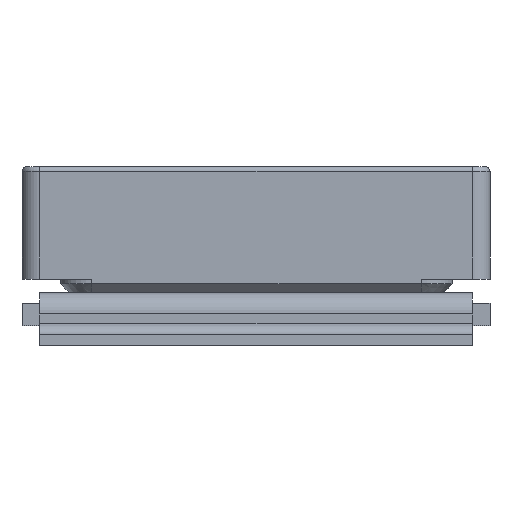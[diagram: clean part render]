
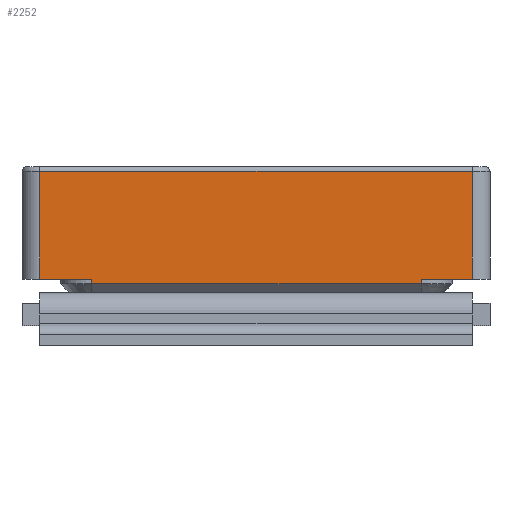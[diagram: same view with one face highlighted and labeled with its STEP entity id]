
A CAD part, front view. The second image highlights one B-rep face of the part: STEP entity #2252.
In plain terms, the highlighted planar face has unit normal (0, -1, 0).
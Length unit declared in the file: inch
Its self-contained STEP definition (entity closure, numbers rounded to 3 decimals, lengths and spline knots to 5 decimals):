
#181 = CARTESIAN_POINT ( 'NONE',  ( -0.2425, -0.345, 0.121 ) ) ;
#328 = VERTEX_POINT ( 'NONE', #4061 ) ;
#371 = PLANE ( 'NONE',  #6930 ) ;
#436 = DIRECTION ( 'NONE',  ( 0., 0., 1. ) ) ;
#607 = VERTEX_POINT ( 'NONE', #8112 ) ;
#770 = EDGE_CURVE ( 'NONE', #8600, #2510, #6679, .T. ) ;
#800 = VECTOR ( 'NONE', #436, 39.37008 ) ;
#1014 = LINE ( 'NONE', #1786, #800 ) ;
#1460 = CARTESIAN_POINT ( 'NONE',  ( 0.2425, -0.345, 0.121 ) ) ;
#1523 = EDGE_CURVE ( 'NONE', #2510, #607, #1594, .T. ) ;
#1588 = DIRECTION ( 'NONE',  ( 1., 0., 0. ) ) ;
#1594 = LINE ( 'NONE', #5329, #4874 ) ;
#1779 = LINE ( 'NONE', #4657, #7253 ) ;
#1786 = CARTESIAN_POINT ( 'NONE',  ( -0.1845, -0.345, -0.015 ) ) ;
#1980 = VECTOR ( 'NONE', #6509, 39.37008 ) ;
#2252 = ADVANCED_FACE ( 'NONE', ( #5827 ), #371, .F. ) ;
#2394 = CARTESIAN_POINT ( 'NONE',  ( 0.1855, -0.345, -0.005 ) ) ;
#2445 = VERTEX_POINT ( 'NONE', #1460 ) ;
#2510 = VERTEX_POINT ( 'NONE', #2394 ) ;
#2519 = EDGE_CURVE ( 'NONE', #8538, #7875, #6683, .T. ) ;
#2875 = VECTOR ( 'NONE', #6287, 39.37008 ) ;
#2980 = ORIENTED_EDGE ( 'NONE', *, *, #770, .T. ) ;
#3439 = VECTOR ( 'NONE', #5170, 39.37008 ) ;
#3860 = ORIENTED_EDGE ( 'NONE', *, *, #6640, .T. ) ;
#3996 = CARTESIAN_POINT ( 'NONE',  ( -0.2425, -0.345, 0. ) ) ;
#4061 = CARTESIAN_POINT ( 'NONE',  ( 0.2425, -0.345, 0. ) ) ;
#4074 = LINE ( 'NONE', #5785, #1980 ) ;
#4512 = ORIENTED_EDGE ( 'NONE', *, *, #5791, .F. ) ;
#4538 = DIRECTION ( 'NONE',  ( 1., 0., 0. ) ) ;
#4566 = ORIENTED_EDGE ( 'NONE', *, *, #8376, .T. ) ;
#4657 = CARTESIAN_POINT ( 'NONE',  ( -0.2625, -0.345, 0. ) ) ;
#4763 = ORIENTED_EDGE ( 'NONE', *, *, #2519, .T. ) ;
#4874 = VECTOR ( 'NONE', #8985, 39.37008 ) ;
#4981 = EDGE_CURVE ( 'NONE', #7875, #5261, #1779, .T. ) ;
#5115 = CARTESIAN_POINT ( 'NONE',  ( -0.1845, -0.345, 0. ) ) ;
#5169 = CARTESIAN_POINT ( 'NONE',  ( -0.1845, -0.345, -0.005 ) ) ;
#5170 = DIRECTION ( 'NONE',  ( 0., 0., -1. ) ) ;
#5261 = VERTEX_POINT ( 'NONE', #5115 ) ;
#5329 = CARTESIAN_POINT ( 'NONE',  ( 0.1855, -0.345, -0.015 ) ) ;
#5583 = CARTESIAN_POINT ( 'NONE',  ( -0.2625, -0.345, 0. ) ) ;
#5627 = EDGE_CURVE ( 'NONE', #607, #328, #6576, .T. ) ;
#5785 = CARTESIAN_POINT ( 'NONE',  ( -0.2425, -0.345, 0.121 ) ) ;
#5791 = EDGE_CURVE ( 'NONE', #8600, #5261, #1014, .T. ) ;
#5827 = FACE_OUTER_BOUND ( 'NONE', #8248, .T. ) ;
#6022 = VECTOR ( 'NONE', #7106, 39.37008 ) ;
#6266 = LINE ( 'NONE', #9049, #7265 ) ;
#6287 = DIRECTION ( 'NONE',  ( 1., 0., 0. ) ) ;
#6509 = DIRECTION ( 'NONE',  ( -1., 0., 0. ) ) ;
#6576 = LINE ( 'NONE', #5583, #2875 ) ;
#6640 = EDGE_CURVE ( 'NONE', #2445, #8538, #4074, .T. ) ;
#6679 = LINE ( 'NONE', #8452, #6022 ) ;
#6683 = LINE ( 'NONE', #8707, #3439 ) ;
#6753 = ORIENTED_EDGE ( 'NONE', *, *, #5627, .T. ) ;
#6926 = DIRECTION ( 'NONE',  ( 0., 0., 1. ) ) ;
#6930 = AXIS2_PLACEMENT_3D ( 'NONE', #9037, #7612, #1588 ) ;
#7106 = DIRECTION ( 'NONE',  ( 1., 0., 0. ) ) ;
#7253 = VECTOR ( 'NONE', #4538, 39.37008 ) ;
#7265 = VECTOR ( 'NONE', #6926, 39.37008 ) ;
#7611 = ORIENTED_EDGE ( 'NONE', *, *, #1523, .T. ) ;
#7612 = DIRECTION ( 'NONE',  ( 0., 1., 0. ) ) ;
#7875 = VERTEX_POINT ( 'NONE', #3996 ) ;
#8112 = CARTESIAN_POINT ( 'NONE',  ( 0.1855, -0.345, 0. ) ) ;
#8248 = EDGE_LOOP ( 'NONE', ( #4512, #2980, #7611, #6753, #4566, #3860, #4763, #8656 ) ) ;
#8376 = EDGE_CURVE ( 'NONE', #328, #2445, #6266, .T. ) ;
#8452 = CARTESIAN_POINT ( 'NONE',  ( 0.1855, -0.345, -0.005 ) ) ;
#8538 = VERTEX_POINT ( 'NONE', #181 ) ;
#8600 = VERTEX_POINT ( 'NONE', #5169 ) ;
#8656 = ORIENTED_EDGE ( 'NONE', *, *, #4981, .T. ) ;
#8707 = CARTESIAN_POINT ( 'NONE',  ( -0.2425, -0.345, 0.126 ) ) ;
#8985 = DIRECTION ( 'NONE',  ( 0., 0., 1. ) ) ;
#9037 = CARTESIAN_POINT ( 'NONE',  ( -0.2625, -0.345, 0.126 ) ) ;
#9049 = CARTESIAN_POINT ( 'NONE',  ( 0.2425, -0.345, 0.126 ) ) ;
